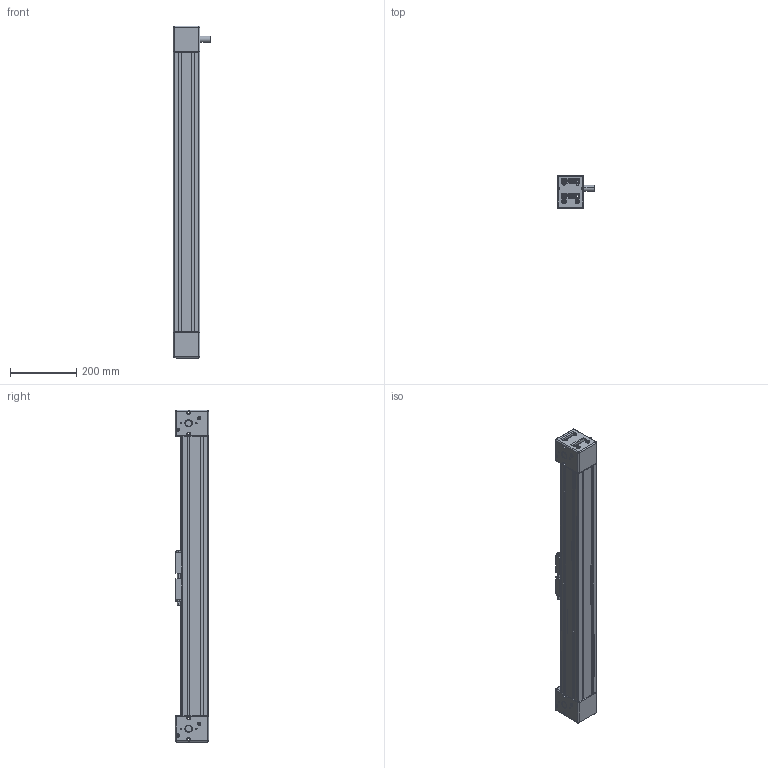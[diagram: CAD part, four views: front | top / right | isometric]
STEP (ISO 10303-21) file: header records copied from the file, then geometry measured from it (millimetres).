
FILE_DESCRIPTION (( 'STEP AP203' ), '1' );
FILE_NAME ('MSA-SB5-G-BE-A1-1000.STEP', '2013-04-11T20:59:51', ( '' ), ( '' ), 'SwSTEP 2.0', 'SolidWorks 2013', '' );
FILE_SCHEMA (( 'CONFIG_CONTROL_DESIGN' ));
Length unit declared in the file: millimetre
Products named in the file (6): M10088S,SB5_1000; 012,SB5_1000; 225_G; PAI-BES_G; PAS-BES_OPP_G; MSA-SB5-G-BE-A1-1000
Assembly tree (5 placements, depth 2):
  MSA-SB5-G-BE-A1-1000
    M10088S,SB5_1000
    012,SB5_1000
    225_G
    PAI-BES_G
    PAS-BES_OPP_G
Bounding box: 112.42 x 99.5 x 1000 mm (x, y, z)
Volume: 3111470.9 mm3; surface area: 1289950.7 mm2
Topology: 5 solids, 5 shells, 1261 faces, 3420 edges, 2172 vertices
Faces by surface type: plane 659, cylinder 494, cone 68, torus 20, sphere 20
Entity records: 40920 total; most frequent: CARTESIAN_POINT 7661, DIRECTION 7120, ORIENTED_EDGE 6752, EDGE_CURVE 3376, AXIS2_PLACEMENT_3D 2555, VERTEX_POINT 2172, VECTOR 2010, LINE 2010
